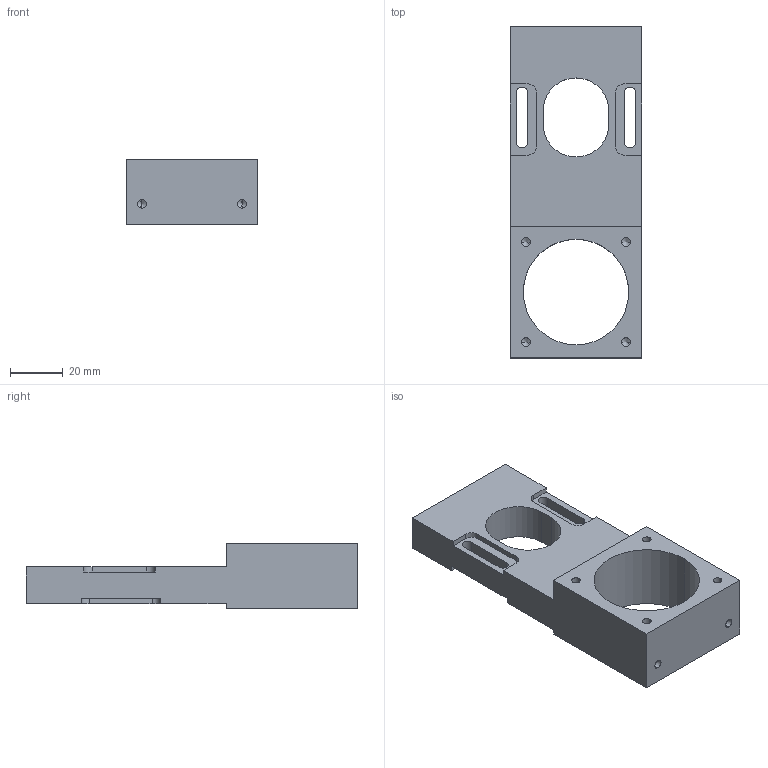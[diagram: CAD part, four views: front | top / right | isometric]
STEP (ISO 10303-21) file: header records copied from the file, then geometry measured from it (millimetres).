
FILE_DESCRIPTION (( 'STEP AP203' ), '1' );
FILE_NAME ('Polarimeter_Body.STEP', '2024-08-02T02:48:11', ( '' ), ( '' ), 'SwSTEP 2.0', 'SolidWorks 2023', '' );
FILE_SCHEMA (( 'CONFIG_CONTROL_DESIGN' ));
Length unit declared in the file: millimetre
Products named in the file (1): Polarimeter_Body
Bounding box: 50 x 126 x 25 mm (x, y, z)
Volume: 70815.8 mm3; surface area: 22083.4 mm2
Topology: 1 solids, 1 shells, 80 faces, 218 edges, 132 vertices
Faces by surface type: cylinder 32, plane 32, cone 16
Entity records: 2499 total; most frequent: DIRECTION 428, CARTESIAN_POINT 415, ORIENTED_EDGE 404, EDGE_CURVE 202, AXIS2_PLACEMENT_3D 145, LINE 138, VECTOR 138, VERTEX_POINT 132
